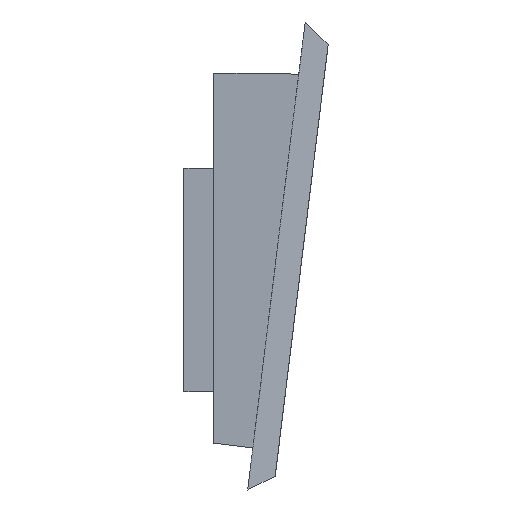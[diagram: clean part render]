
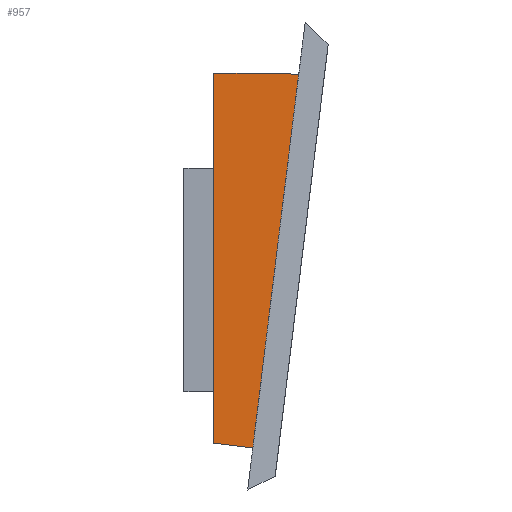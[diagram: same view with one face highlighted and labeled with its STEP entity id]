
A CAD part, left-side view. The second image highlights one B-rep face of the part: STEP entity #957.
In plain terms, the highlighted planar face has unit normal (-1, 0, 0).
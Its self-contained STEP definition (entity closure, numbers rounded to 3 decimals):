
#95=FACE_OUTER_BOUND('',#161,.T.);
#161=EDGE_LOOP('',(#751,#752,#753,#754,#755));
#221=LINE('',#1482,#328);
#244=LINE('',#1764,#351);
#256=LINE('',#1788,#363);
#257=LINE('',#1791,#364);
#258=LINE('',#1792,#365);
#328=VECTOR('',#1092,10.);
#351=VECTOR('',#1135,10.);
#363=VECTOR('',#1155,10.);
#364=VECTOR('',#1158,10.);
#365=VECTOR('',#1159,10.);
#443=VERTEX_POINT('',#1480);
#444=VERTEX_POINT('',#1481);
#470=VERTEX_POINT('',#1761);
#479=VERTEX_POINT('',#1786);
#480=VERTEX_POINT('',#1790);
#535=EDGE_CURVE('',#443,#444,#221,.T.);
#569=EDGE_CURVE('',#470,#444,#244,.T.);
#581=EDGE_CURVE('',#470,#479,#256,.T.);
#582=EDGE_CURVE('',#480,#443,#257,.T.);
#583=EDGE_CURVE('',#480,#479,#258,.T.);
#751=ORIENTED_EDGE('',*,*,#582,.T.);
#752=ORIENTED_EDGE('',*,*,#535,.T.);
#753=ORIENTED_EDGE('',*,*,#569,.F.);
#754=ORIENTED_EDGE('',*,*,#581,.T.);
#755=ORIENTED_EDGE('',*,*,#583,.F.);
#910=PLANE('',#1014);
#957=ADVANCED_FACE('',(#95),#910,.T.);
#1014=AXIS2_PLACEMENT_3D('',#1789,#1156,#1157);
#1092=DIRECTION('',(0.,-0.122,0.993));
#1135=DIRECTION('',(0.,-0.993,-0.122));
#1155=DIRECTION('',(0.,1.,0.));
#1156=DIRECTION('center_axis',(-1.,0.,0.));
#1157=DIRECTION('ref_axis',(0.,0.,
1.));
#1158=DIRECTION('',(0.,-0.993,-0.122));
#1159=DIRECTION('',(0.,0.,1.));
#1480=CARTESIAN_POINT('',(12.,-2.648,-3.753));
#1481=CARTESIAN_POINT('',(12.,-5.717,21.247));
#1482=CARTESIAN_POINT('',(12.,-3.578,3.828));
#1761=CARTESIAN_POINT('',(12.,-4.774,21.363));
#1764=CARTESIAN_POINT('',(12.,-4.774,21.363));
#1786=CARTESIAN_POINT('',(12.,-0.02,21.363));
#1788=CARTESIAN_POINT('',(12.,-6.52,21.363));
#1789=CARTESIAN_POINT('Origin',(12.,-6.52,-1.637));
#1790=CARTESIAN_POINT('',(12.,-0.02,-3.43));
#1791=CARTESIAN_POINT('',(12.,-1.705,-3.637));
#1792=CARTESIAN_POINT('',(12.,-0.02,4.113));
